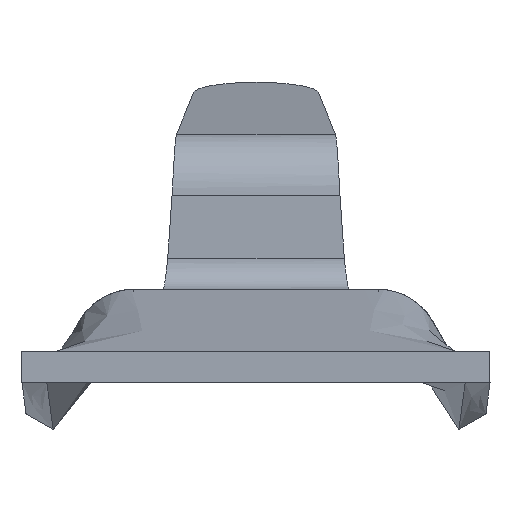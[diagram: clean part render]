
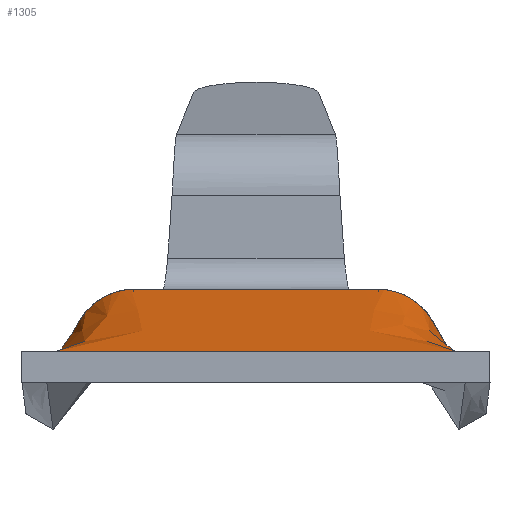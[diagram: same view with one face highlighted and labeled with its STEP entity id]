
A CAD part, front view. The second image highlights one B-rep face of the part: STEP entity #1305.
In plain terms, the highlighted free-form (B-spline) face has degree [3, 3] with [12, 4] control points.
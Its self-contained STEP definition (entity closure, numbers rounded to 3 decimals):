
#21=B_SPLINE_CURVE_WITH_KNOTS('',3,(#2414,#2415,#2416,#2417,#2418,#2419,
#2420,#2421,#2422,#2423,#2424,#2425),.UNSPECIFIED.,.F.,.F.,(4,2,2,2,2,4),
(0.,0.14,0.266,0.734,0.86,
1.),.UNSPECIFIED.);
#28=B_SPLINE_SURFACE_WITH_KNOTS('',3,3,((#2465,#2466,#2467,#2468),(#2469,
#2470,#2471,#2472),(#2473,#2474,#2475,#2476),(#2477,#2478,#2479,#2480),
(#2481,#2482,#2483,#2484),(#2485,#2486,#2487,#2488),(#2489,#2490,#2491,
#2492),(#2493,#2494,#2495,#2496),(#2497,#2498,#2499,#2500),(#2501,#2502,
#2503,#2504),(#2505,#2506,#2507,#2508),(#2509,#2510,#2511,#2512)),
 .UNSPECIFIED.,.F.,.F.,.F.,(4,2,2,2,2,4),(4,4),(0.,0.14,0.266,
0.734,0.86,1.),(0.,1.),.UNSPECIFIED.);
#151=FACE_OUTER_BOUND('',#226,.T.);
#226=EDGE_LOOP('',(#1067,#1068,#1069,#1070,#1071,#1072));
#352=LINE('',#2463,#489);
#354=LINE('',#2514,#491);
#355=LINE('',#2516,#492);
#356=LINE('',#2518,#493);
#357=LINE('',#2519,#494);
#489=VECTOR('',#1677,15.204);
#491=VECTOR('',#1679,10.);
#492=VECTOR('',#1680,10.);
#493=VECTOR('',#1681,10.);
#494=VECTOR('',#1682,15.204);
#625=VERTEX_POINT('',#2411);
#626=VERTEX_POINT('',#2413);
#631=VERTEX_POINT('',#2461);
#632=VERTEX_POINT('',#2513);
#633=VERTEX_POINT('',#2515);
#634=VERTEX_POINT('',#2517);
#776=EDGE_CURVE('',#625,#626,#21,.T.);
#782=EDGE_CURVE('',#631,#625,#352,.T.);
#784=EDGE_CURVE('',#631,#632,#354,.T.);
#785=EDGE_CURVE('',#632,#633,#355,.T.);
#786=EDGE_CURVE('',#633,#634,#356,.T.);
#787=EDGE_CURVE('',#634,#626,#357,.T.);
#1067=ORIENTED_EDGE('',*,*,#784,.T.);
#1068=ORIENTED_EDGE('',*,*,#785,.T.);
#1069=ORIENTED_EDGE('',*,*,#786,.T.);
#1070=ORIENTED_EDGE('',*,*,#787,.T.);
#1071=ORIENTED_EDGE('',*,*,#776,.F.);
#1072=ORIENTED_EDGE('',*,*,#782,.F.);
#1305=ADVANCED_FACE('',(#151),#28,.T.);
#1677=DIRECTION('',(0.09,0.987,-0.136));
#1679=DIRECTION('',(1.,0.,0.));
#1680=DIRECTION('',(1.,0.,0.));
#1681=DIRECTION('',(1.,0.,0.));
#1682=DIRECTION('',(-0.09,0.987,-0.136));
#2411=CARTESIAN_POINT('',(-13.631,0.,-4.072));
#2413=CARTESIAN_POINT('',(13.631,0.,-4.072));
#2414=CARTESIAN_POINT('Ctrl Pts',(-13.631,0.,
-4.072));
#2415=CARTESIAN_POINT('Ctrl Pts',(-12.858,0.,
-2.72));
#2416=CARTESIAN_POINT('Ctrl Pts',(-12.083,0.,
-1.371));
#2417=CARTESIAN_POINT('Ctrl Pts',(-10.622,0.,
1.212));
#2418=CARTESIAN_POINT('Ctrl Pts',(-9.246,0.,
2.008));
#2419=CARTESIAN_POINT('Ctrl Pts',(-2.603,0.,
1.99));
#2420=CARTESIAN_POINT('Ctrl Pts',(2.603,0.,
1.99));
#2421=CARTESIAN_POINT('Ctrl Pts',(9.246,0.,
2.008));
#2422=CARTESIAN_POINT('Ctrl Pts',(10.622,0.,
1.212));
#2423=CARTESIAN_POINT('Ctrl Pts',(12.083,0.,
-1.371));
#2424=CARTESIAN_POINT('Ctrl Pts',(12.858,0.,
-2.72));
#2425=CARTESIAN_POINT('Ctrl Pts',(13.631,0.,
-4.072));
#2461=CARTESIAN_POINT('',(-15.,-15.,-2.));
#2463=CARTESIAN_POINT('',(-15.,-15.,-2.));
#2465=CARTESIAN_POINT('Ctrl Pts',(-15.,-15.,-2.));
#2466=CARTESIAN_POINT('Ctrl Pts',(-14.544,-10.,-2.691));
#2467=CARTESIAN_POINT('Ctrl Pts',(-14.087,-5.,-3.382));
#2468=CARTESIAN_POINT('Ctrl Pts',(-13.631,0.,
-4.072));
#2469=CARTESIAN_POINT('Ctrl Pts',(-13.603,-15.,-2.));
#2470=CARTESIAN_POINT('Ctrl Pts',(-13.356,-10.,-2.238));
#2471=CARTESIAN_POINT('Ctrl Pts',(-13.105,-5.,-2.482));
#2472=CARTESIAN_POINT('Ctrl Pts',(-12.858,0.,
-2.72));
#2473=CARTESIAN_POINT('Ctrl Pts',(-12.205,-15.,-2.));
#2474=CARTESIAN_POINT('Ctrl Pts',(-12.163,-10.,-1.793));
#2475=CARTESIAN_POINT('Ctrl Pts',(-12.126,-5.,-1.578));
#2476=CARTESIAN_POINT('Ctrl Pts',(-12.083,0.,
-1.371));
#2477=CARTESIAN_POINT('Ctrl Pts',(-9.55,-15.,-2.));
#2478=CARTESIAN_POINT('Ctrl Pts',(-9.908,-10.,-0.928));
#2479=CARTESIAN_POINT('Ctrl Pts',(-10.264,-5.,0.139));
#2480=CARTESIAN_POINT('Ctrl Pts',(-10.622,0.,
1.212));
#2481=CARTESIAN_POINT('Ctrl Pts',(-8.292,-15.,-2.));
#2482=CARTESIAN_POINT('Ctrl Pts',(-8.609,-10.,-0.665));
#2483=CARTESIAN_POINT('Ctrl Pts',(-8.929,-5.,0.673));
#2484=CARTESIAN_POINT('Ctrl Pts',(-9.246,0.,
2.008));
#2485=CARTESIAN_POINT('Ctrl Pts',(-2.345,-15.,-2.));
#2486=CARTESIAN_POINT('Ctrl Pts',(-2.433,-10.,-0.667));
#2487=CARTESIAN_POINT('Ctrl Pts',(-2.515,-5.,0.658));
#2488=CARTESIAN_POINT('Ctrl Pts',(-2.603,0.,
1.99));
#2489=CARTESIAN_POINT('Ctrl Pts',(2.345,-15.,-2.));
#2490=CARTESIAN_POINT('Ctrl Pts',(2.433,-10.,-0.667));
#2491=CARTESIAN_POINT('Ctrl Pts',(2.515,-5.,0.658));
#2492=CARTESIAN_POINT('Ctrl Pts',(2.603,0.,
1.99));
#2493=CARTESIAN_POINT('Ctrl Pts',(8.292,-15.,-2.));
#2494=CARTESIAN_POINT('Ctrl Pts',(8.609,-10.,-0.665));
#2495=CARTESIAN_POINT('Ctrl Pts',(8.929,-5.,0.673));
#2496=CARTESIAN_POINT('Ctrl Pts',(9.246,0.,
2.008));
#2497=CARTESIAN_POINT('Ctrl Pts',(9.55,-15.,-2.));
#2498=CARTESIAN_POINT('Ctrl Pts',(9.908,-10.,-0.928));
#2499=CARTESIAN_POINT('Ctrl Pts',(10.264,-5.,0.139));
#2500=CARTESIAN_POINT('Ctrl Pts',(10.622,0.,
1.212));
#2501=CARTESIAN_POINT('Ctrl Pts',(12.205,-15.,-2.));
#2502=CARTESIAN_POINT('Ctrl Pts',(12.163,-10.,-1.793));
#2503=CARTESIAN_POINT('Ctrl Pts',(12.126,-5.,-1.578));
#2504=CARTESIAN_POINT('Ctrl Pts',(12.083,0.,
-1.371));
#2505=CARTESIAN_POINT('Ctrl Pts',(13.603,-15.,-2.));
#2506=CARTESIAN_POINT('Ctrl Pts',(13.356,-10.,-2.238));
#2507=CARTESIAN_POINT('Ctrl Pts',(13.105,-5.,-2.482));
#2508=CARTESIAN_POINT('Ctrl Pts',(12.858,0.,
-2.72));
#2509=CARTESIAN_POINT('Ctrl Pts',(15.,-15.,-2.));
#2510=CARTESIAN_POINT('Ctrl Pts',(14.544,-10.,-2.691));
#2511=CARTESIAN_POINT('Ctrl Pts',(14.087,-5.,-3.382));
#2512=CARTESIAN_POINT('Ctrl Pts',(13.631,0.,
-4.072));
#2513=CARTESIAN_POINT('',(-12.859,-15.,-2.));
#2514=CARTESIAN_POINT('',(15.,-15.,-2.));
#2515=CARTESIAN_POINT('',(12.859,-15.,-2.));
#2516=CARTESIAN_POINT('',(15.,-15.,-2.));
#2517=CARTESIAN_POINT('',(15.,-15.,-2.));
#2518=CARTESIAN_POINT('',(15.,-15.,-2.));
#2519=CARTESIAN_POINT('',(15.,-15.,-2.));
